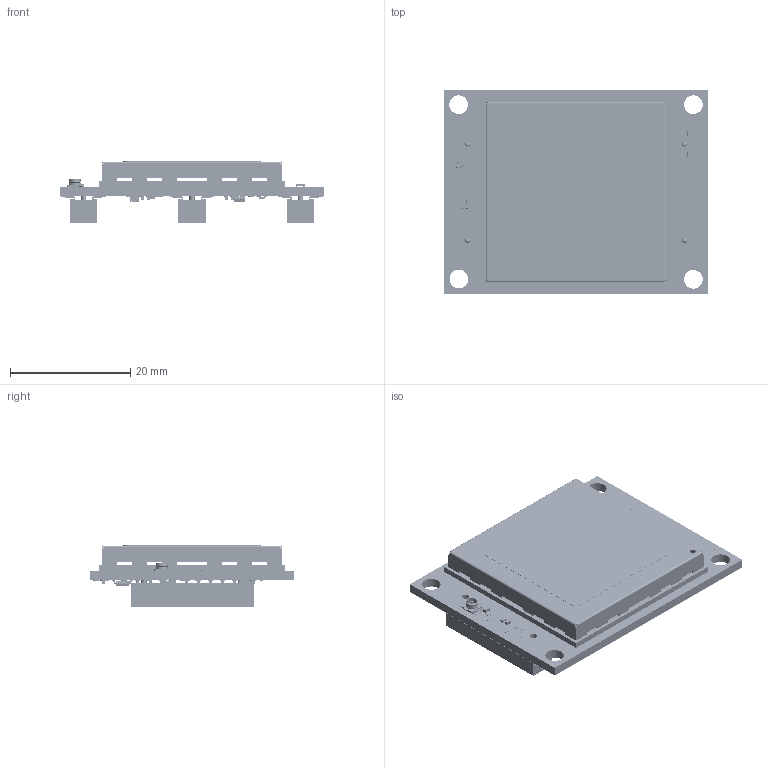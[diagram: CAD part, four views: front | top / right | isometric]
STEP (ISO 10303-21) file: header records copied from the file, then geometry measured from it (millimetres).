
FILE_DESCRIPTION(('KiCad electronic assembly'),'2;1');
FILE_NAME('SparkFun_GNSS_Flex_Module_mosaic-X5.step', '2025-04-22T12:54:18',('Pcbnew'),('Kicad'), 'Open CASCADE STEP processor 7.8','KiCad to STEP converter','Unknown' );
FILE_SCHEMA(('AUTOMOTIVE_DESIGN { 1 0 10303 214 1 1 1 1 }'));
Length unit declared in the file: millimetre
Products named in the file (18): SparkFun_GNSS_Flex_Module_mosaic-X5 1; R_0402_1005Metric; R_0603_1608Metric; C_0402_1005Metric; mosaic-Rev5; PAR-00001366; PAR-00000988(Default); PAR-00001381; U.FL; VSSOP-8_2.3x2mm_P0.5mm; C_0603_1608Metric; 2x10_2.0mm_Socket_SMD_Pegs-1.0mm_22815; 05X02_PW62; FH20_2XNP_H40_W45_U_DZ; SparkFun_GNSS_Flex_Module_mosaic-X5_pad; SparkFun_GNSS_Flex_Module_mosaic-X5_silkscreen; SparkFun_GNSS_Flex_Module_mosaic-X5_soldermask; SparkFun_GNSS_Flex_Module_mosaic-X5_PCB
Assembly tree (50 placements, depth 3):
  SparkFun_GNSS_Flex_Module_mosaic-X5 1
    R_0402_1005Metric  x3
    R_0603_1608Metric  x4
    C_0402_1005Metric  x7
    mosaic-Rev5
      PAR-00001366
      PAR-00000988(Default)
      PAR-00001381
    U.FL
    VSSOP-8_2.3x2mm_P0.5mm
    C_0603_1608Metric  x2
    2x10_2.0mm_Socket_SMD_Pegs-1.0mm_22815  x3
      05X02_PW62
      FH20_2XNP_H40_W45_U_DZ
    SparkFun_GNSS_Flex_Module_mosaic-X5_pad
    SparkFun_GNSS_Flex_Module_mosaic-X5_silkscreen
    SparkFun_GNSS_Flex_Module_mosaic-X5_soldermask
    SparkFun_GNSS_Flex_Module_mosaic-X5_PCB
Bounding box: 44 x 34 x 10.19 mm (x, y, z)
Volume: 4102 mm3; surface area: 14631 mm2
Topology: 446 solids, 578 shells, 4914 faces, 15033 edges, 11439 vertices
Faces by surface type: plane 3949, cylinder 917, bspline 32, revolution 12, cone 3, sphere 1
Full cylindrical faces by diameter (mm): 0.25 x1, 0.4 x1, 0.5 x4, 0.6 x239, 0.85 x6, 1.016 x2, 1.2 x6, 1.8 x1, 1.92 x1, 2 x2, 3.1 x4
Entity records: 135540 total; most frequent: CARTESIAN_POINT 24996, DIRECTION 20663, ORIENTED_EDGE 18199, EDGE_CURVE 11046, VERTEX_POINT 8851, LINE 7875, VECTOR 7875, AXIS2_PLACEMENT_3D 6392
